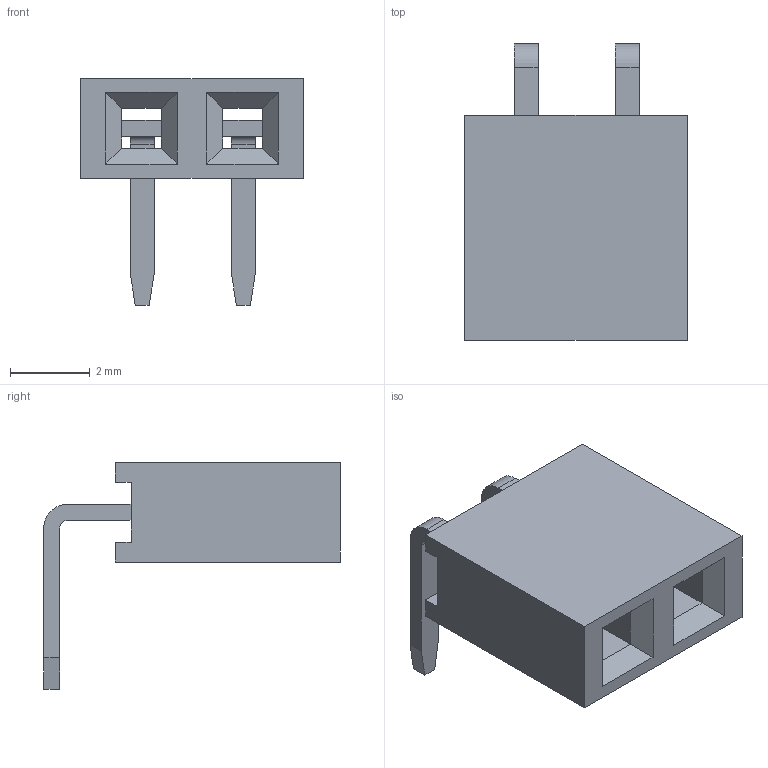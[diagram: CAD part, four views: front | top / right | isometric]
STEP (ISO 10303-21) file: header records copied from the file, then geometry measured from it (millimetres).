
FILE_DESCRIPTION(('FreeCAD Model'),'2;1');
FILE_NAME('SIL_PWR_2.step','2016-03-24T18:07:55',('Author') ,(''),'Open CASCADE STEP processor 6.8','FreeCAD','Unknown');
FILE_SCHEMA(('AUTOMOTIVE_DESIGN_CC2 { 1 2 10303 214 -1 1 5 4 }'));
Length unit declared in the file: millimetre
Products named in the file (2): ASSEMBLY; SIL_PWR_2
Assembly tree (1 placements, depth 2):
  ASSEMBLY
    SIL_PWR_2
Bounding box: 5.58 x 7.45 x 5.7 mm (x, y, z)
Volume: 68.6 mm3; surface area: 192.3 mm2
Topology: 1 solids, 1 shells, 54 faces, 148 edges, 96 vertices
Faces by surface type: plane 50, cylinder 4
Entity records: 4013 total; most frequent: CARTESIAN_POINT 992, DIRECTION 546, LINE 412, VECTOR 412, ORIENTED_EDGE 296, PCURVE 296, DEFINITIONAL_REPRESENTATION 296, EDGE_CURVE 148
